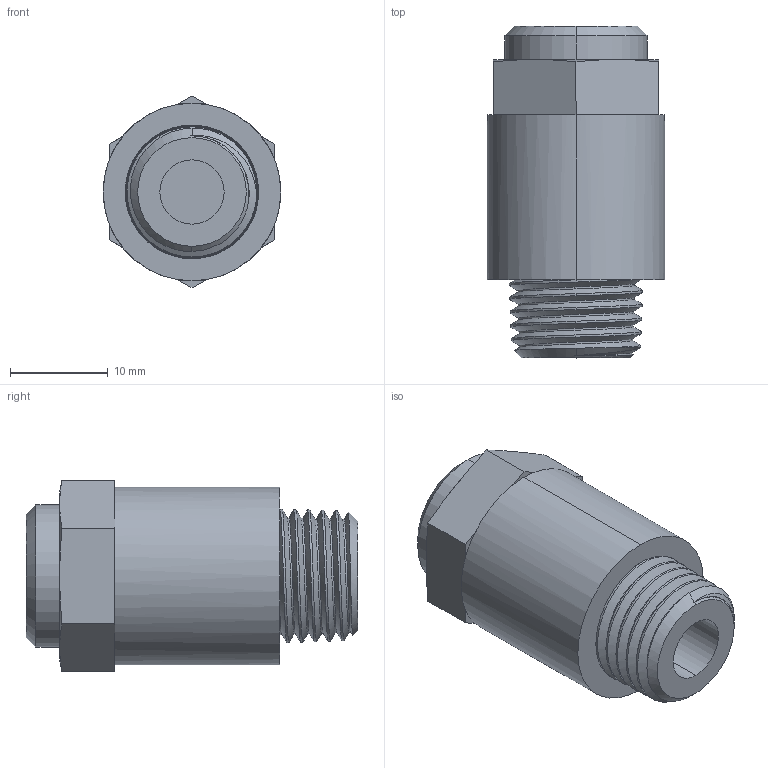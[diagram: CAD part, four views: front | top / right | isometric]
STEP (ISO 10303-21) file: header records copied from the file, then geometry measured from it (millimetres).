
FILE_DESCRIPTION (( 'STEP AP203' ), '1' );
FILE_NAME ('9164K12_Air-Exhaust Flow Control Valve.STEP', '2021-09-08T20:44:18', ( 'Administrator' ), ( 'Managed by Terraform' ), 'SwSTEP 2.0', 'SolidWorks 2017', '' );
FILE_SCHEMA (( 'CONFIG_CONTROL_DESIGN' ));
Length unit declared in the file: inch
Products named in the file (1): 9164K12_Air-Exhaust Flow Control Valve
Bounding box: 18.2 x 34 x 19.63 mm (x, y, z)
Volume: 6402.3 mm3; surface area: 3043.9 mm2
Topology: 1 solids, 1 shells, 63 faces, 147 edges, 91 vertices
Faces by surface type: plane 29, cone 23, cylinder 8, bspline 3
Entity records: 4688 total; most frequent: CARTESIAN_POINT 3238, ORIENTED_EDGE 294, DIRECTION 264, EDGE_CURVE 147, AXIS2_PLACEMENT_3D 102, VERTEX_POINT 91, EDGE_LOOP 68, FACE_OUTER_BOUND 63
